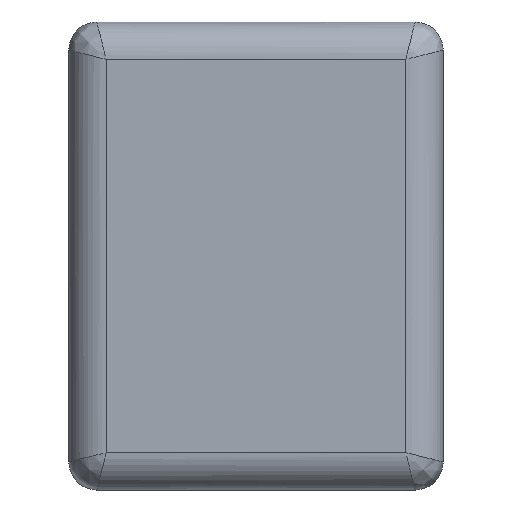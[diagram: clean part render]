
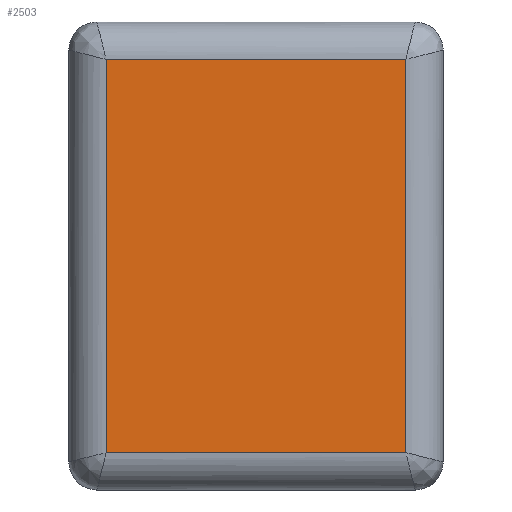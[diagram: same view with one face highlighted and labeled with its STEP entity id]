
A CAD part, left-side view. The second image highlights one B-rep face of the part: STEP entity #2503.
In plain terms, the highlighted planar face has unit normal (-1, 0, 0).
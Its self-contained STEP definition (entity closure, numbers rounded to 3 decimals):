
#215 = EDGE_CURVE ( 'NONE', #708, #1905, #2662, .T. ) ;
#324 = VECTOR ( 'NONE', #1893, 1000. ) ;
#348 = CARTESIAN_POINT ( 'NONE',  ( -0.8, -0.4, 1. ) ) ;
#415 = ORIENTED_EDGE ( 'NONE', *, *, #215, .T. ) ;
#471 = CARTESIAN_POINT ( 'NONE',  ( -0.8, -0.32, 0.92 ) ) ;
#708 = VERTEX_POINT ( 'NONE', #1887 ) ;
#725 = DIRECTION ( 'NONE',  ( 0., 1., 0. ) ) ;
#837 = EDGE_CURVE ( 'NONE', #2400, #708, #1258, .T. ) ;
#958 = CARTESIAN_POINT ( 'NONE',  ( -0.8, -0.32, 1. ) ) ;
#981 = DIRECTION ( 'NONE',  ( 0., 0., 1. ) ) ;
#1153 = EDGE_CURVE ( 'NONE', #1552, #2400, #2694, .T. ) ;
#1193 = VECTOR ( 'NONE', #2267, 1000. ) ;
#1258 = LINE ( 'NONE', #2279, #324 ) ;
#1411 = ORIENTED_EDGE ( 'NONE', *, *, #837, .T. ) ;
#1552 = VERTEX_POINT ( 'NONE', #2215 ) ;
#1555 = FACE_OUTER_BOUND ( 'NONE', #2388, .T. ) ;
#1591 = DIRECTION ( 'NONE',  ( 0., 0., -1. ) ) ;
#1618 = VECTOR ( 'NONE', #981, 1000. ) ;
#1695 = ORIENTED_EDGE ( 'NONE', *, *, #2392, .T. ) ;
#1770 = PLANE ( 'NONE',  #2091 ) ;
#1785 = LINE ( 'NONE', #2606, #1929 ) ;
#1877 = CARTESIAN_POINT ( 'NONE',  ( -0.8, 0.32, 1. ) ) ;
#1884 = ORIENTED_EDGE ( 'NONE', *, *, #1153, .T. ) ;
#1887 = CARTESIAN_POINT ( 'NONE',  ( -0.8, -0.32, 0.08 ) ) ;
#1893 = DIRECTION ( 'NONE',  ( 0., -1., 0. ) ) ;
#1905 = VERTEX_POINT ( 'NONE', #471 ) ;
#1929 = VECTOR ( 'NONE', #725, 1000. ) ;
#2091 = AXIS2_PLACEMENT_3D ( 'NONE', #348, #2596, #1591 ) ;
#2215 = CARTESIAN_POINT ( 'NONE',  ( -0.8, 0.32, 0.92 ) ) ;
#2267 = DIRECTION ( 'NONE',  ( 0., 0., -1. ) ) ;
#2279 = CARTESIAN_POINT ( 'NONE',  ( -0.8, 0., 0.08 ) ) ;
#2388 = EDGE_LOOP ( 'NONE', ( #1884, #1411, #415, #1695 ) ) ;
#2392 = EDGE_CURVE ( 'NONE', #1905, #1552, #1785, .T. ) ;
#2396 = CARTESIAN_POINT ( 'NONE',  ( -0.8, 0.32, 0.08 ) ) ;
#2400 = VERTEX_POINT ( 'NONE', #2396 ) ;
#2503 = ADVANCED_FACE ( 'NONE', ( #1555 ), #1770, .F. ) ;
#2596 = DIRECTION ( 'NONE',  ( 1., 0., 0. ) ) ;
#2606 = CARTESIAN_POINT ( 'NONE',  ( -0.8, -0.4, 0.92 ) ) ;
#2662 = LINE ( 'NONE', #958, #1618 ) ;
#2694 = LINE ( 'NONE', #1877, #1193 ) ;
